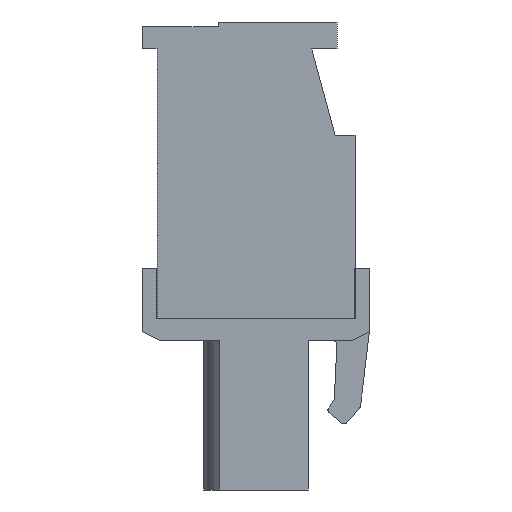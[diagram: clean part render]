
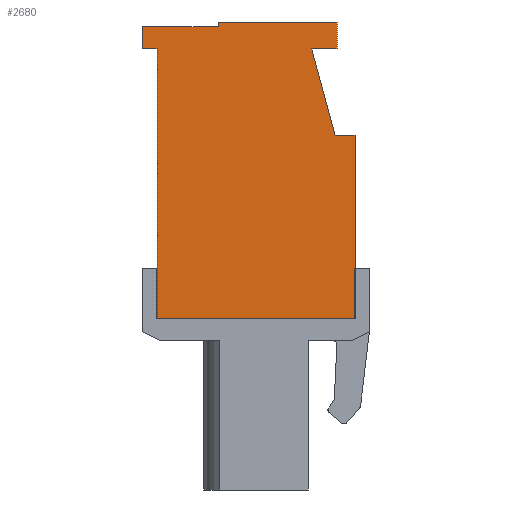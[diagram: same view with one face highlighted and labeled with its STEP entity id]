
A CAD part, left-side view. The second image highlights one B-rep face of the part: STEP entity #2680.
In plain terms, the highlighted planar face has unit normal (-1, 0, 0).
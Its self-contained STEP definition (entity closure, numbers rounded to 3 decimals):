
#2680 = ADVANCED_FACE( '', ( #6458 ), #6459, .T. );
#6458 = FACE_OUTER_BOUND( '', #11690, .T. );
#6459 = PLANE( '', #11691 );
#11690 = EDGE_LOOP( '', ( #18542, #18543, #18544, #18545, #18546, #18547, #18548, #18549, #18550, #18551, #18552, #18553 ) );
#11691 = AXIS2_PLACEMENT_3D( '', #18554, #18555, #18556 );
#18542 = ORIENTED_EDGE( '', *, *, #32400, .T. );
#18543 = ORIENTED_EDGE( '', *, *, #33448, .T. );
#18544 = ORIENTED_EDGE( '', *, *, #33449, .T. );
#18545 = ORIENTED_EDGE( '', *, *, #33450, .T. );
#18546 = ORIENTED_EDGE( '', *, *, #33451, .T. );
#18547 = ORIENTED_EDGE( '', *, *, #33452, .T. );
#18548 = ORIENTED_EDGE( '', *, *, #33453, .T. );
#18549 = ORIENTED_EDGE( '', *, *, #33454, .T. );
#18550 = ORIENTED_EDGE( '', *, *, #33455, .T. );
#18551 = ORIENTED_EDGE( '', *, *, #33456, .T. );
#18552 = ORIENTED_EDGE( '', *, *, #33457, .T. );
#18553 = ORIENTED_EDGE( '', *, *, #33458, .T. );
#18554 = CARTESIAN_POINT( '', ( -38.1, 0., 0. ) );
#18555 = DIRECTION( '', ( -1., 0., 0. ) );
#18556 = DIRECTION( '', ( 0., 0., 1. ) );
#32400 = EDGE_CURVE( '', #39055, #39056, #39057, .T. );
#33448 = EDGE_CURVE( '', #39056, #40880, #40881, .T. );
#33449 = EDGE_CURVE( '', #40880, #40882, #40883, .T. );
#33450 = EDGE_CURVE( '', #40882, #40884, #40885, .T. );
#33451 = EDGE_CURVE( '', #40884, #40886, #40887, .T. );
#33452 = EDGE_CURVE( '', #40886, #40888, #40889, .T. );
#33453 = EDGE_CURVE( '', #40888, #40890, #40891, .T. );
#33454 = EDGE_CURVE( '', #40890, #40892, #40893, .T. );
#33455 = EDGE_CURVE( '', #40892, #40894, #40895, .T. );
#33456 = EDGE_CURVE( '', #40894, #40896, #40897, .T. );
#33457 = EDGE_CURVE( '', #40896, #40898, #40899, .T. );
#33458 = EDGE_CURVE( '', #40898, #39055, #40900, .T. );
#39055 = VERTEX_POINT( '', #48715 );
#39056 = VERTEX_POINT( '', #48716 );
#39057 = LINE( '', #48717, #48718 );
#40880 = VERTEX_POINT( '', #51368 );
#40881 = LINE( '', #51369, #51370 );
#40882 = VERTEX_POINT( '', #51371 );
#40883 = LINE( '', #51372, #51373 );
#40884 = VERTEX_POINT( '', #51374 );
#40885 = LINE( '', #51375, #51376 );
#40886 = VERTEX_POINT( '', #51377 );
#40887 = LINE( '', #51378, #51379 );
#40888 = VERTEX_POINT( '', #51380 );
#40889 = LINE( '', #51381, #51382 );
#40890 = VERTEX_POINT( '', #51383 );
#40891 = LINE( '', #51384, #51385 );
#40892 = VERTEX_POINT( '', #51386 );
#40893 = LINE( '', #51387, #51388 );
#40894 = VERTEX_POINT( '', #51389 );
#40895 = LINE( '', #51390, #51391 );
#40896 = VERTEX_POINT( '', #51392 );
#40897 = LINE( '', #51393, #51394 );
#40898 = VERTEX_POINT( '', #51395 );
#40899 = LINE( '', #51396, #51397 );
#40900 = LINE( '', #51398, #51399 );
#48715 = CARTESIAN_POINT( '', ( -38.1, -4.5, 7.5 ) );
#48716 = CARTESIAN_POINT( '', ( -38.1, -4.5, 9. ) );
#48717 = CARTESIAN_POINT( '', ( -38.1, -4.5, 7.5 ) );
#48718 = VECTOR( '', #61462, 1000. );
#51368 = CARTESIAN_POINT( '', ( -38.1, 2.1, 9. ) );
#51369 = CARTESIAN_POINT( '', ( -38.1, -4.5, 9. ) );
#51370 = VECTOR( '', #62416, 1000. );
#51371 = CARTESIAN_POINT( '', ( -38.1, 2.1, 8.75 ) );
#51372 = CARTESIAN_POINT( '', ( -38.1, 2.1, 9. ) );
#51373 = VECTOR( '', #62417, 1000. );
#51374 = CARTESIAN_POINT( '', ( -38.1, 6.3, 8.75 ) );
#51375 = CARTESIAN_POINT( '', ( -38.1, 2.1, 8.75 ) );
#51376 = VECTOR( '', #62418, 1000. );
#51377 = CARTESIAN_POINT( '', ( -38.1, 6.3, 7.5 ) );
#51378 = CARTESIAN_POINT( '', ( -38.1, 6.3, 8.75 ) );
#51379 = VECTOR( '', #62419, 1000. );
#51380 = CARTESIAN_POINT( '', ( -38.1, 5.5, 7.5 ) );
#51381 = CARTESIAN_POINT( '', ( -38.1, 6.3, 7.5 ) );
#51382 = VECTOR( '', #62420, 1000. );
#51383 = CARTESIAN_POINT( '', ( -38.1, 5.5, -7.5 ) );
#51384 = CARTESIAN_POINT( '', ( -38.1, 5.5, 7.5 ) );
#51385 = VECTOR( '', #62421, 1000. );
#51386 = CARTESIAN_POINT( '', ( -38.1, -5.5, -7.5 ) );
#51387 = CARTESIAN_POINT( '', ( -38.1, 5.5, -7.5 ) );
#51388 = VECTOR( '', #62422, 1000. );
#51389 = CARTESIAN_POINT( '', ( -38.1, -5.5, 2.7 ) );
#51390 = CARTESIAN_POINT( '', ( -38.1, -5.5, -7.5 ) );
#51391 = VECTOR( '', #62423, 1000. );
#51392 = CARTESIAN_POINT( '', ( -38.1, -4.4, 2.7 ) );
#51393 = CARTESIAN_POINT( '', ( -38.1, -5.5, 2.7 ) );
#51394 = VECTOR( '', #62424, 1000. );
#51395 = CARTESIAN_POINT( '', ( -38.1, -3.1, 7.5 ) );
#51396 = CARTESIAN_POINT( '', ( -38.1, -4.4, 2.7 ) );
#51397 = VECTOR( '', #62425, 1000. );
#51398 = CARTESIAN_POINT( '', ( -38.1, -3.1, 7.5 ) );
#51399 = VECTOR( '', #62426, 1000. );
#61462 = DIRECTION( '', ( 0., 0., 1. ) );
#62416 = DIRECTION( '', ( 0., 1., 0. ) );
#62417 = DIRECTION( '', ( 0., 0., -1. ) );
#62418 = DIRECTION( '', ( 0., 1., 0. ) );
#62419 = DIRECTION( '', ( 0., 0., -1. ) );
#62420 = DIRECTION( '', ( 0., -1., 0. ) );
#62421 = DIRECTION( '', ( 0., 0., -1. ) );
#62422 = DIRECTION( '', ( 0., -1., 0. ) );
#62423 = DIRECTION( '', ( 0., 0., 1. ) );
#62424 = DIRECTION( '', ( 0., 1., 0. ) );
#62425 = DIRECTION( '', ( 0., 0.261, 0.965 ) );
#62426 = DIRECTION( '', ( 0., -1., 0. ) );
